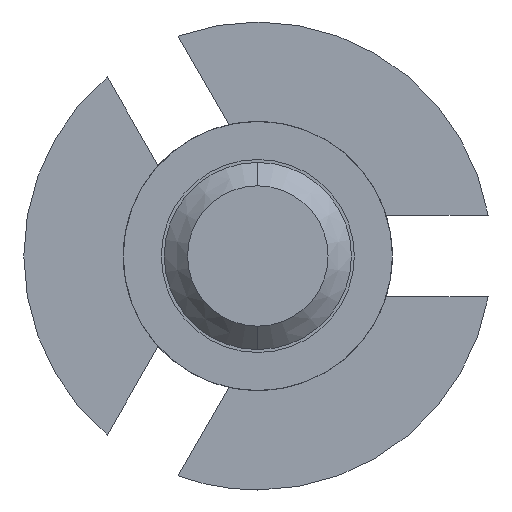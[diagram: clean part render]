
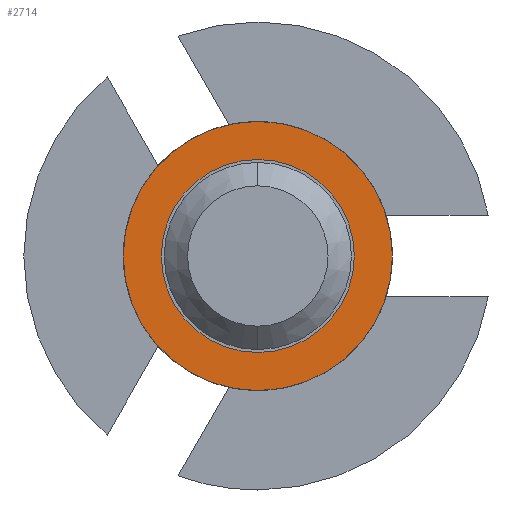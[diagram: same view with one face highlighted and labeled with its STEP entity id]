
A CAD part, front view. The second image highlights one B-rep face of the part: STEP entity #2714.
In plain terms, the highlighted planar face has unit normal (0, -1, 0).
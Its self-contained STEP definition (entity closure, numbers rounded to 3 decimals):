
#18 = CARTESIAN_POINT ( 'NONE',  ( 0.825, -1.5, 0. ) ) ;
#94 = FACE_BOUND ( 'NONE', #2026, .T. ) ;
#124 = ORIENTED_EDGE ( 'NONE', *, *, #3396, .F. ) ;
#361 = CIRCLE ( 'NONE', #437, 0.825 ) ;
#437 = AXIS2_PLACEMENT_3D ( 'NONE', #736, #3496, #2780 ) ;
#599 = EDGE_CURVE ( 'Defeature ausgef�hrt1_8+Defeature ausgef�hrt1_14+Defeature ausgef�hrt1_14+Defeature ausgef�hrt1_14', #3011, #2913, #2724, .T. ) ;
#639 = CIRCLE ( 'NONE', #1812, 0.825 ) ;
#662 = CARTESIAN_POINT ( 'NONE',  ( 0., -1.5, 0. ) ) ;
#724 = AXIS2_PLACEMENT_3D ( 'NONE', #4131, #1009, #4156 ) ;
#736 = CARTESIAN_POINT ( 'NONE',  ( 0., -1.5, 0. ) ) ;
#969 = CARTESIAN_POINT ( 'NONE',  ( 0., -1.5, 1.15 ) ) ;
#1009 = DIRECTION ( 'NONE',  ( 0., 1., 0. ) ) ;
#1334 = CARTESIAN_POINT ( 'NONE',  ( 0., -1.5, -1.15 ) ) ;
#1396 = VERTEX_POINT ( 'NONE', #3848 ) ;
#1478 = ORIENTED_EDGE ( 'NONE', *, *, #599, .F. ) ;
#1571 = AXIS2_PLACEMENT_3D ( 'NONE', #662, #3425, #4132 ) ;
#1754 = DIRECTION ( 'NONE',  ( 0., 0., 1. ) ) ;
#1793 = PLANE ( 'NONE',  #2786 ) ;
#1812 = AXIS2_PLACEMENT_3D ( 'NONE', #4465, #2091, #1754 ) ;
#2026 = EDGE_LOOP ( 'NONE', ( #3058, #2548 ) ) ;
#2091 = DIRECTION ( 'NONE',  ( 0., 1., 0. ) ) ;
#2135 = DIRECTION ( 'NONE',  ( 0., 1., 0. ) ) ;
#2184 = FACE_OUTER_BOUND ( 'NONE', #3911, .T. ) ;
#2548 = ORIENTED_EDGE ( 'NONE', *, *, #3428, .T. ) ;
#2714 = ADVANCED_FACE ( 'Defeature ausgef�hrt1_14', ( #2184, #94 ), #1793, .F. ) ;
#2724 = CIRCLE ( 'NONE', #1571, 1.15 ) ;
#2780 = DIRECTION ( 'NONE',  ( 0., 0., 1. ) ) ;
#2786 = AXIS2_PLACEMENT_3D ( 'NONE', #18, #2135, #2842 ) ;
#2842 = DIRECTION ( 'NONE',  ( 0., 0., 1. ) ) ;
#2913 = VERTEX_POINT ( 'NONE', #1334 ) ;
#2997 = VERTEX_POINT ( 'NONE', #4392 ) ;
#3011 = VERTEX_POINT ( 'NONE', #969 ) ;
#3058 = ORIENTED_EDGE ( 'NONE', *, *, #3906, .T. ) ;
#3396 = EDGE_CURVE ( 'Defeature ausgef�hrt1_8+Defeature ausgef�hrt1_14+Defeature ausgef�hrt1_14+Defeature ausgef�hrt1_14', #2913, #3011, #3760, .T. ) ;
#3425 = DIRECTION ( 'NONE',  ( 0., 1., 0. ) ) ;
#3428 = EDGE_CURVE ( 'Defeature ausgef�hrt1_14+Defeature ausgef�hrt1_13+Defeature ausgef�hrt1_13+Defeature ausgef�hrt1_13', #1396, #2997, #361, .T. ) ;
#3496 = DIRECTION ( 'NONE',  ( 0., 1., 0. ) ) ;
#3760 = CIRCLE ( 'NONE', #724, 1.15 ) ;
#3848 = CARTESIAN_POINT ( 'NONE',  ( 0., -1.5, -0.825 ) ) ;
#3906 = EDGE_CURVE ( 'Defeature ausgef�hrt1_14+Defeature ausgef�hrt1_13+Defeature ausgef�hrt1_13+Defeature ausgef�hrt1_13', #2997, #1396, #639, .T. ) ;
#3911 = EDGE_LOOP ( 'NONE', ( #1478, #124 ) ) ;
#4131 = CARTESIAN_POINT ( 'NONE',  ( 0., -1.5, 0. ) ) ;
#4132 = DIRECTION ( 'NONE',  ( 0., 0., 1. ) ) ;
#4156 = DIRECTION ( 'NONE',  ( 0., 0., 1. ) ) ;
#4392 = CARTESIAN_POINT ( 'NONE',  ( 0., -1.5, 0.825 ) ) ;
#4465 = CARTESIAN_POINT ( 'NONE',  ( 0., -1.5, 0. ) ) ;
